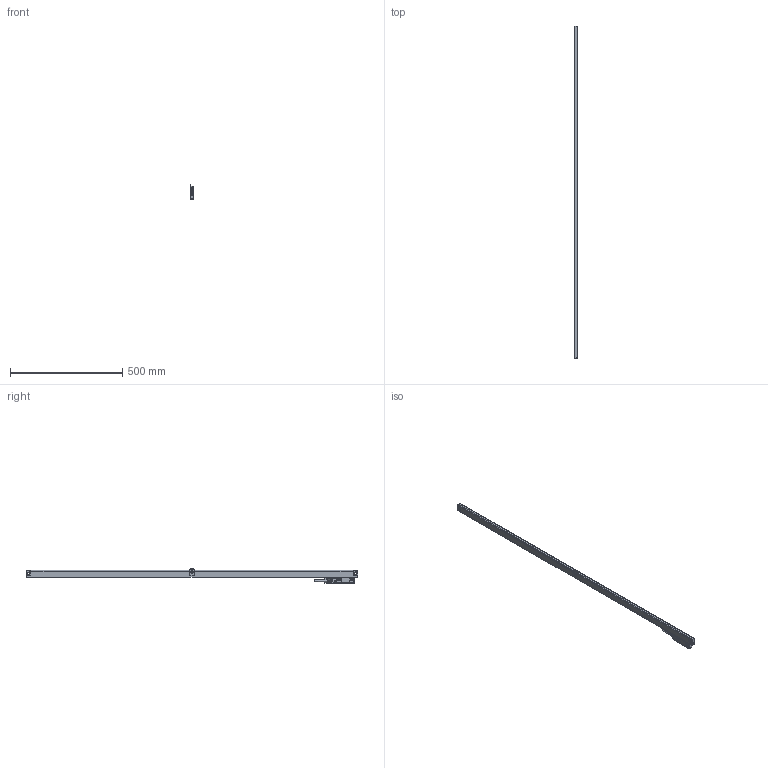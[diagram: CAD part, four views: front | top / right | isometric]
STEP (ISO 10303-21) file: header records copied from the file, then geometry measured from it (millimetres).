
FILE_DESCRIPTION(('CATIA V5 STEP'),'2;1');
FILE_NAME('SR77_R_134.stp','2010-05-27T09:53:01+00:00',('none'),('none'),'CATIA Version 5 Release 19 SP 6 (IN-10)','CATIA V5 STEP AP214','none');
FILE_SCHEMA(('AUTOMOTIVE_DESIGN { 1 0 10303 214 1 1 1 1 }'));
Length unit declared in the file: millimetre
Products named in the file (3): SR77_R_134; SR77_head_R; SR77_134_SCL_R
Assembly tree (2 placements, depth 2):
  SR77_R_134
    SR77_head_R
    SR77_134_SCL_R
Bounding box: 17.8 x 1478 x 65.4 mm (x, y, z)
Volume: 662681.3 mm3; surface area: 343014.3 mm2
Topology: 2 solids, 18 shells, 1605 faces, 4146 edges, 2626 vertices
Faces by surface type: plane 951, cylinder 401, cone 167, torus 60, sphere 22, bspline 4
Entity records: 46566 total; most frequent: CARTESIAN_POINT 11227, ORIENTED_EDGE 8248, DIRECTION 5536, EDGE_CURVE 4124, VERTEX_POINT 2626, VECTOR 2296, LINE 2296, AXIS2_PLACEMENT_3D 2187
